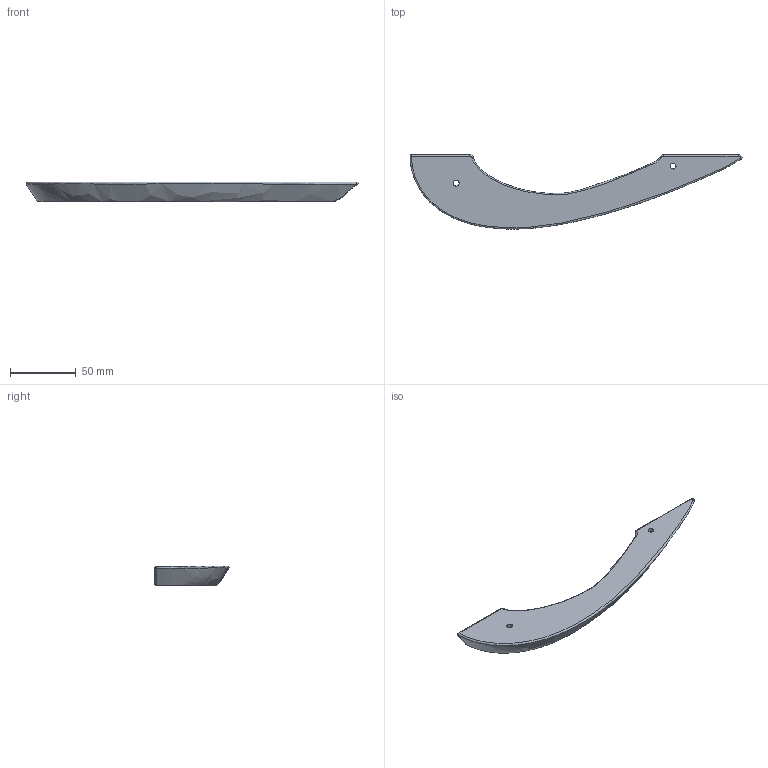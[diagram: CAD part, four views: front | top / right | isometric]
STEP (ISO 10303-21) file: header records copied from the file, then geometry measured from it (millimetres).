
FILE_DESCRIPTION (( 'STEP AP214' ), '1' );
FILE_NAME ('01.01.01.17002_A_ER-A0202 安装板阳极块（左）.STEP', '2024-09-12T08:02:20', ( '逸动' ), ( '逸动' ), 'SwSTEP 2.0', 'SolidWorks 2021', '' );
FILE_SCHEMA (( 'AUTOMOTIVE_DESIGN' ));
Length unit declared in the file: millimetre
Products named in the file (1): 01.01.01.17002_A_ER-A0202 安装板阳极块（左）
Bounding box: 252.56 x 56.49 x 15 mm (x, y, z)
Volume: 88987.5 mm3; surface area: 20597.4 mm2
Topology: 1 solids, 1 shells, 41 faces, 89 edges, 51 vertices
Faces by surface type: cylinder 14, bspline 10, torus 8, plane 6, sphere 3
Entity records: 6961 total; most frequent: CARTESIAN_POINT 6060, DIRECTION 188, ORIENTED_EDGE 176, EDGE_CURVE 88, AXIS2_PLACEMENT_3D 84, CIRCLE 52, VERTEX_POINT 51, EDGE_LOOP 47
